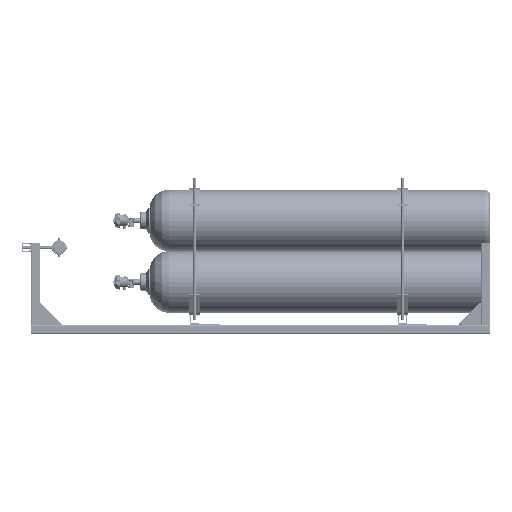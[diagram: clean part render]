
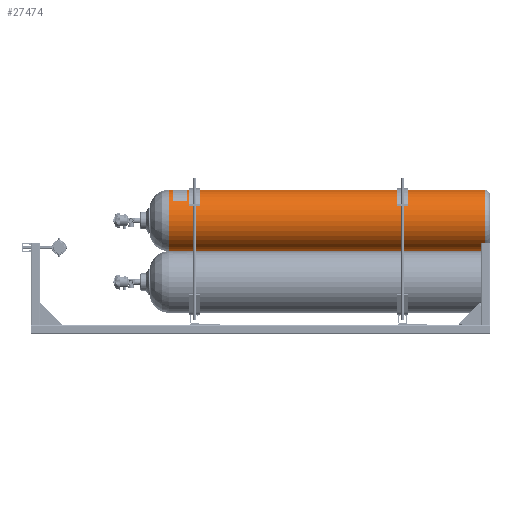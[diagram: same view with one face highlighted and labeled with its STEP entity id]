
A CAD part, left-side view. The second image highlights one B-rep face of the part: STEP entity #27474.
In plain terms, the highlighted cylindrical face has radius 142.85 mm (diameter 285.7 mm), a partial arc.
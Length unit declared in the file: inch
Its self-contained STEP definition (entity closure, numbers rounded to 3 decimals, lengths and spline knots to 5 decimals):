
#830 = VERTEX_POINT ( 'NONE', #96464 ) ;
#3938 = VERTEX_POINT ( 'NONE', #15468 ) ;
#8686 = DIRECTION ( 'NONE',  ( 0., -1., 0. ) ) ;
#8935 = CARTESIAN_POINT ( 'NONE',  ( 0., 0., 5.62402 ) ) ;
#9681 = CARTESIAN_POINT ( 'NONE',  ( 0., 0., 0. ) ) ;
#10346 = CARTESIAN_POINT ( 'NONE',  ( 0., 0., -5.62402 ) ) ;
#10526 = DIRECTION ( 'NONE',  ( 0., 0., -1. ) ) ;
#10557 = ORIENTED_EDGE ( 'NONE', *, *, #29992, .T. ) ;
#10848 = LINE ( 'NONE', #10346, #92713 ) ;
#15468 = CARTESIAN_POINT ( 'NONE',  ( 0., -5.29832, -5.62402 ) ) ;
#16618 = EDGE_LOOP ( 'NONE', ( #90133, #51609, #10557, #89878 ) ) ;
#19558 = VERTEX_POINT ( 'NONE', #67367 ) ;
#21733 = CARTESIAN_POINT ( 'NONE',  ( 0., -63., 5.62402 ) ) ;
#23508 = EDGE_CURVE ( 'NONE', #36270, #19558, #29521, .T. ) ;
#27474 = ADVANCED_FACE ( 'NONE', ( #39557 ), #55742, .T. ) ;
#29521 = CIRCLE ( 'NONE', #87711, 5.62402 ) ;
#29992 = EDGE_CURVE ( 'NONE', #3938, #19558, #10848, .T. ) ;
#31463 = DIRECTION ( 'NONE',  ( 0., 0., -1. ) ) ;
#31600 = CIRCLE ( 'NONE', #57479, 5.62402 ) ;
#36270 = VERTEX_POINT ( 'NONE', #21733 ) ;
#36351 = CARTESIAN_POINT ( 'NONE',  ( 0., -63., 0. ) ) ;
#39557 = FACE_OUTER_BOUND ( 'NONE', #16618, .T. ) ;
#41209 = DIRECTION ( 'NONE',  ( 0., -1., 0. ) ) ;
#41881 = CARTESIAN_POINT ( 'NONE',  ( 0., -5.29832, 0. ) ) ;
#50468 = DIRECTION ( 'NONE',  ( 0., -1., 0. ) ) ;
#51609 = ORIENTED_EDGE ( 'NONE', *, *, #81289, .T. ) ;
#55742 = CYLINDRICAL_SURFACE ( 'NONE', #64442, 5.62402 ) ;
#57479 = AXIS2_PLACEMENT_3D ( 'NONE', #41881, #50468, #10526 ) ;
#60594 = LINE ( 'NONE', #8935, #98229 ) ;
#62572 = DIRECTION ( 'NONE',  ( 0., -1., 0. ) ) ;
#64442 = AXIS2_PLACEMENT_3D ( 'NONE', #9681, #8686, #31463 ) ;
#67196 = DIRECTION ( 'NONE',  ( 0., 0., -1. ) ) ;
#67367 = CARTESIAN_POINT ( 'NONE',  ( 0., -63., -5.62402 ) ) ;
#81289 = EDGE_CURVE ( 'NONE', #830, #3938, #31600, .T. ) ;
#85242 = EDGE_CURVE ( 'NONE', #830, #36270, #60594, .T. ) ;
#87711 = AXIS2_PLACEMENT_3D ( 'NONE', #36351, #99056, #67196 ) ;
#89878 = ORIENTED_EDGE ( 'NONE', *, *, #23508, .F. ) ;
#90133 = ORIENTED_EDGE ( 'NONE', *, *, #85242, .F. ) ;
#92713 = VECTOR ( 'NONE', #41209, 39.37008 ) ;
#96464 = CARTESIAN_POINT ( 'NONE',  ( 0., -5.29832, 5.62402 ) ) ;
#98229 = VECTOR ( 'NONE', #62572, 39.37008 ) ;
#99056 = DIRECTION ( 'NONE',  ( 0., -1., 0. ) ) ;
